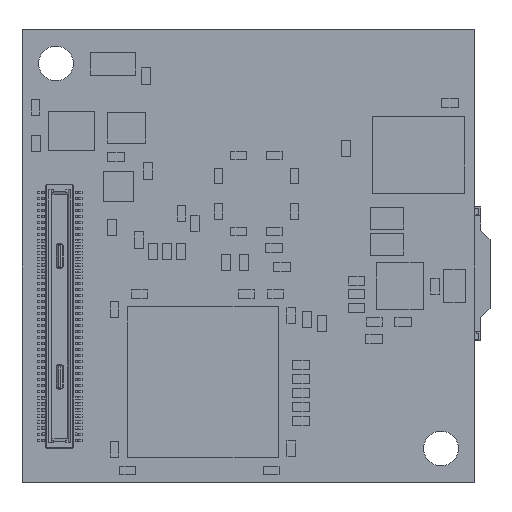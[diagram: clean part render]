
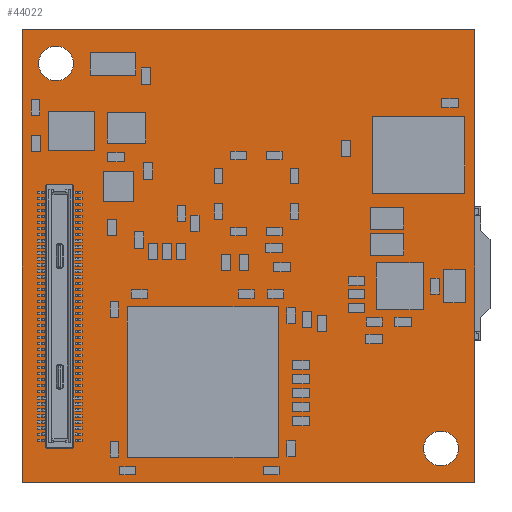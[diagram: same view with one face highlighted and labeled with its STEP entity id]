
A CAD part, top view. The second image highlights one B-rep face of the part: STEP entity #44022.
In plain terms, the highlighted planar face has unit normal (0, 0, 1).
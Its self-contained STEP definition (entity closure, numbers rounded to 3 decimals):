
#3865 = EDGE_LOOP ( 'NONE', ( #71995, #71958, #71996, #71998 ) ) ;
#3901 = EDGE_LOOP ( 'NONE', ( #71993, #71986 ) ) ;
#3927 = EDGE_LOOP ( 'NONE', ( #71984, #71944 ) ) ;
#11332 = VERTEX_POINT ( 'NONE', #22690 ) ;
#11350 = VERTEX_POINT ( 'NONE', #22638 ) ;
#11353 = VERTEX_POINT ( 'NONE', #22653 ) ;
#11369 = VERTEX_POINT ( 'NONE', #22640 ) ;
#11463 = VERTEX_POINT ( 'NONE', #20753 ) ;
#11467 = VERTEX_POINT ( 'NONE', #20809 ) ;
#11472 = VERTEX_POINT ( 'NONE', #20812 ) ;
#11490 = VERTEX_POINT ( 'NONE', #20814 ) ;
#20753 = CARTESIAN_POINT ( 'NONE',  ( 26.6, 2.25, 0. ) ) ;
#20809 = CARTESIAN_POINT ( 'NONE',  ( 30., 30., 0. ) ) ;
#20812 = CARTESIAN_POINT ( 'NONE',  ( 0., 0., 0. ) ) ;
#20814 = CARTESIAN_POINT ( 'NONE',  ( 30., 0., 0. ) ) ;
#22638 = CARTESIAN_POINT ( 'NONE',  ( 1.1, 27.75, 0. ) ) ;
#22640 = CARTESIAN_POINT ( 'NONE',  ( 28.9, 2.25, 0. ) ) ;
#22653 = CARTESIAN_POINT ( 'NONE',  ( 0., 30., 0. ) ) ;
#22690 = CARTESIAN_POINT ( 'NONE',  ( 3.4, 27.75, 0. ) ) ;
#25767 = AXIS2_PLACEMENT_3D ( 'NONE', #86942, #86924, #86944 ) ;
#25817 = AXIS2_PLACEMENT_3D ( 'NONE', #76133, #76076, #76078 ) ;
#25845 = AXIS2_PLACEMENT_3D ( 'NONE', #76012, #76015, #76016 ) ;
#25884 = AXIS2_PLACEMENT_3D ( 'NONE', #86907, #86908, #86912 ) ;
#27351 = EDGE_CURVE ( 'NONE', #11350, #11332, #125077, .T. ) ;
#27354 = EDGE_CURVE ( 'NONE', #11353, #11472, #125084, .T. ) ;
#27361 = EDGE_CURVE ( 'NONE', #11332, #11350, #125085, .T. ) ;
#27373 = EDGE_CURVE ( 'NONE', #11490, #11467, #125033, .T. ) ;
#27375 = EDGE_CURVE ( 'NONE', #11472, #11490, #125095, .T. ) ;
#27415 = EDGE_CURVE ( 'NONE', #11463, #11369, #125136, .T. ) ;
#27451 = EDGE_CURVE ( 'NONE', #11369, #11463, #125206, .T. ) ;
#27455 = EDGE_CURVE ( 'NONE', #11467, #11353, #125188, .T. ) ;
#27823 = CARTESIAN_POINT ( 'NONE',  ( 30., 0., 0. ) ) ;
#27840 = DIRECTION ( 'NONE',  ( 0., 0., -1. ) ) ;
#27892 = PLANE ( 'NONE',  #112330 ) ;
#27895 = DIRECTION ( 'NONE',  ( -1., 0., 0. ) ) ;
#44022 = ADVANCED_FACE ( 'NONE', ( #70127, #70128, #70124 ), #27892, .F. ) ;
#70124 = FACE_OUTER_BOUND ( 'NONE', #3865, .T. ) ;
#70127 = FACE_BOUND ( 'NONE', #3901, .T. ) ;
#70128 = FACE_BOUND ( 'NONE', #3927, .T. ) ;
#71944 = ORIENTED_EDGE ( 'NONE', *, *, #27361, .T. ) ;
#71958 = ORIENTED_EDGE ( 'NONE', *, *, #27354, .T. ) ;
#71984 = ORIENTED_EDGE ( 'NONE', *, *, #27351, .T. ) ;
#71986 = ORIENTED_EDGE ( 'NONE', *, *, #27451, .T. ) ;
#71993 = ORIENTED_EDGE ( 'NONE', *, *, #27415, .T. ) ;
#71995 = ORIENTED_EDGE ( 'NONE', *, *, #27455, .T. ) ;
#71996 = ORIENTED_EDGE ( 'NONE', *, *, #27375, .T. ) ;
#71998 = ORIENTED_EDGE ( 'NONE', *, *, #27373, .T. ) ;
#76012 = CARTESIAN_POINT ( 'NONE',  ( 27.75, 2.25, 0. ) ) ;
#76015 = DIRECTION ( 'NONE',  ( 0., 0., -1. ) ) ;
#76016 = DIRECTION ( 'NONE',  ( -1., 0., 0. ) ) ;
#76076 = DIRECTION ( 'NONE',  ( 0., 0., -1. ) ) ;
#76078 = DIRECTION ( 'NONE',  ( -1., 0., 0. ) ) ;
#76103 = CARTESIAN_POINT ( 'NONE',  ( 30., 30., 0. ) ) ;
#76121 = DIRECTION ( 'NONE',  ( -1., 0., 0. ) ) ;
#76133 = CARTESIAN_POINT ( 'NONE',  ( 27.75, 2.25, 0. ) ) ;
#86907 = CARTESIAN_POINT ( 'NONE',  ( 2.25, 27.75, 0. ) ) ;
#86908 = DIRECTION ( 'NONE',  ( 0., 0., -1. ) ) ;
#86909 = CARTESIAN_POINT ( 'NONE',  ( 30., 0., 0. ) ) ;
#86912 = DIRECTION ( 'NONE',  ( -1., 0., 0. ) ) ;
#86913 = DIRECTION ( 'NONE',  ( 0., 1., 0. ) ) ;
#86924 = DIRECTION ( 'NONE',  ( 0., 0., -1. ) ) ;
#86942 = CARTESIAN_POINT ( 'NONE',  ( 2.25, 27.75, 0. ) ) ;
#86944 = DIRECTION ( 'NONE',  ( -1., 0., 0. ) ) ;
#86954 = DIRECTION ( 'NONE',  ( 1., 0., 0. ) ) ;
#86957 = CARTESIAN_POINT ( 'NONE',  ( 0., 0., 0. ) ) ;
#86959 = CARTESIAN_POINT ( 'NONE',  ( 0., 30., 0. ) ) ;
#86960 = DIRECTION ( 'NONE',  ( 0., -1., 0. ) ) ;
#112330 = AXIS2_PLACEMENT_3D ( 'NONE', #27823, #27840, #27895 ) ;
#125033 = LINE ( 'NONE', #86909, #125097 ) ;
#125068 = VECTOR ( 'NONE', #86960, 1000. ) ;
#125077 = CIRCLE ( 'NONE', #25767, 1.15 ) ;
#125084 = LINE ( 'NONE', #86959, #125068 ) ;
#125085 = CIRCLE ( 'NONE', #25884, 1.15 ) ;
#125095 = LINE ( 'NONE', #86957, #125099 ) ;
#125097 = VECTOR ( 'NONE', #86913, 1000. ) ;
#125099 = VECTOR ( 'NONE', #86954, 1000. ) ;
#125136 = CIRCLE ( 'NONE', #25845, 1.15 ) ;
#125172 = VECTOR ( 'NONE', #76121, 1000. ) ;
#125188 = LINE ( 'NONE', #76103, #125172 ) ;
#125206 = CIRCLE ( 'NONE', #25817, 1.15 ) ;
